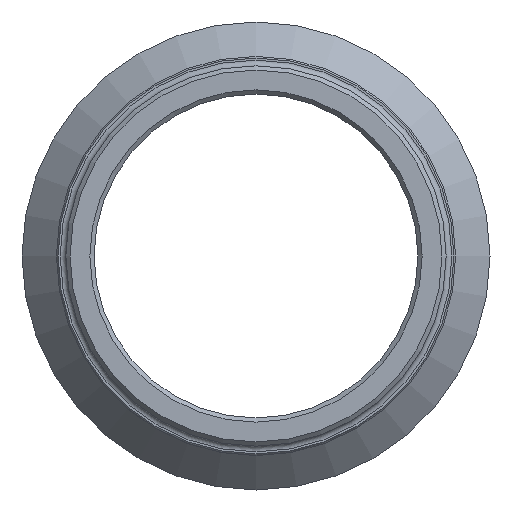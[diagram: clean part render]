
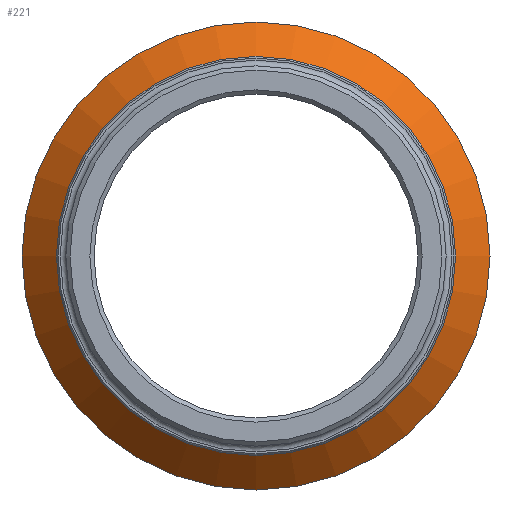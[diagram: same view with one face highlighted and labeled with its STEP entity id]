
A CAD part, left-side view. The second image highlights one B-rep face of the part: STEP entity #221.
In plain terms, the highlighted conical face has half-angle 45 degrees and reference radius 15.275 mm.
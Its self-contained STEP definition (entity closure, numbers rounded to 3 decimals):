
#15=CONICAL_SURFACE('',#267,15.275,0.785);
#28=LINE('',#402,#37);
#37=VECTOR('',#328,15.275);
#53=FACE_OUTER_BOUND('',#68,.T.);
#68=EDGE_LOOP('',(#176,#177,#178,#179,#180));
#88=CIRCLE('',#263,14.117);
#89=CIRCLE('',#264,14.117);
#91=CIRCLE('',#268,16.55);
#109=VERTEX_POINT('',#391);
#110=VERTEX_POINT('',#393);
#111=VERTEX_POINT('',#400);
#131=EDGE_CURVE('',#109,#110,#88,.T.);
#132=EDGE_CURVE('',#110,#109,#89,.T.);
#135=EDGE_CURVE('',#111,#111,#91,.T.);
#136=EDGE_CURVE('',#111,#110,#28,.T.);
#176=ORIENTED_EDGE('',*,*,#135,.F.);
#177=ORIENTED_EDGE('',*,*,#136,.T.);
#178=ORIENTED_EDGE('',*,*,#131,.F.);
#179=ORIENTED_EDGE('',*,*,#132,.F.);
#180=ORIENTED_EDGE('',*,*,#136,.F.);
#221=ADVANCED_FACE('',(#53),#15,.T.);
#263=AXIS2_PLACEMENT_3D('',#394,#315,#316);
#264=AXIS2_PLACEMENT_3D('',#395,#317,#318);
#267=AXIS2_PLACEMENT_3D('',#399,#324,#325);
#268=AXIS2_PLACEMENT_3D('',#401,#326,#327);
#315=DIRECTION('center_axis',(-1.,0.,0.));
#316=DIRECTION('ref_axis',(0.,-1.,0.));
#317=DIRECTION('center_axis',(-1.,0.,0.));
#318=DIRECTION('ref_axis',(0.,-1.,0.));
#324=DIRECTION('center_axis',(1.,0.,0.));
#325=DIRECTION('ref_axis',(0.,1.,0.));
#326=DIRECTION('center_axis',(1.,0.,0.));
#327=DIRECTION('ref_axis',(0.,0.,-1.));
#328=DIRECTION('',(-0.707,0.707,0.));
#391=CARTESIAN_POINT('',(-10.933,0.,14.117));
#393=CARTESIAN_POINT('',(-10.933,-14.117,0.));
#394=CARTESIAN_POINT('Origin',(-10.933,0.,0.));
#395=CARTESIAN_POINT('Origin',(-10.933,0.,0.));
#399=CARTESIAN_POINT('Origin',(-9.775,0.,0.));
#400=CARTESIAN_POINT('',(-8.5,-16.55,0.));
#401=CARTESIAN_POINT('Origin',(-8.5,0.,0.));
#402=CARTESIAN_POINT('',(-9.775,-15.275,0.));
